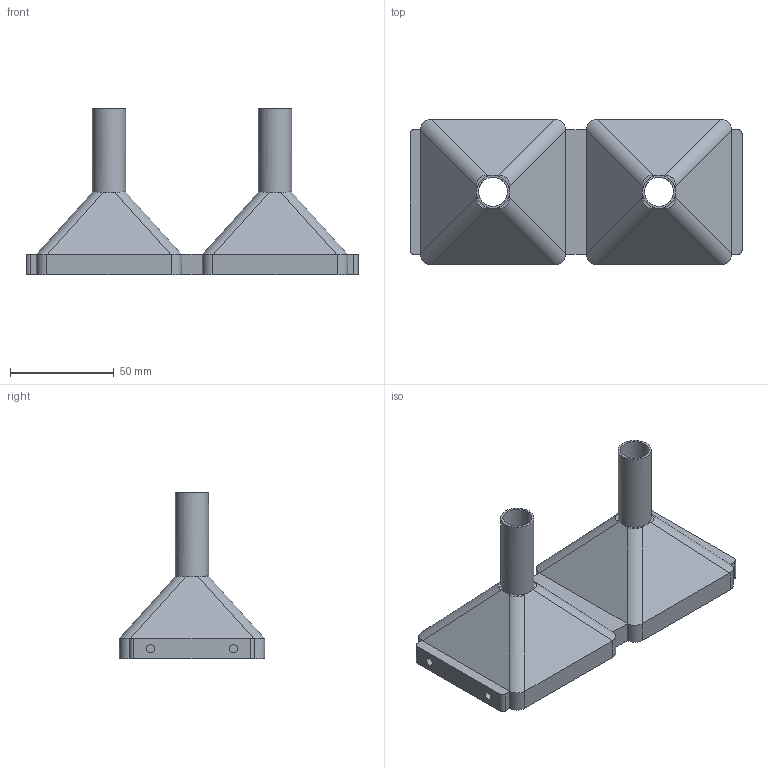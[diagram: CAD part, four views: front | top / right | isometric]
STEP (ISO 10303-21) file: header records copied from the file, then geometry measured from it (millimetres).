
FILE_DESCRIPTION(('STEP AP242'), '1');
FILE_NAME('itemFourFunnels', '', ('UNSPECIFIED'), ('UNSPECIFIED'), 'C3D Converter', 'C3D Toolkit', '');
FILE_SCHEMA(('AP242_MANAGED_MODEL_BASED_3D_ENGINEERING_MIM_LF { 1 0 10303 442 1 1 4 }'));
Length unit declared in the file: millimetre
Bounding box: 160 x 70 x 80 mm (x, y, z)
Surface area: 46866.8 mm2 (no closed solid volume)
Topology: 0 solids, 1 shells, 110 faces, 310 edges, 200 vertices
Faces by surface type: plane 50, cylinder 44, bspline 16
Full cylindrical faces by diameter (mm): 4 x4, 14 x2, 16 x2
Entity records: 6971 total; most frequent: CARTESIAN_POINT 4373, ORIENTED_EDGE 602, DIRECTION 446, EDGE_CURVE 302, VERTEX_POINT 200, AXIS2_PLACEMENT_3D 153, LINE 140, VECTOR 140
